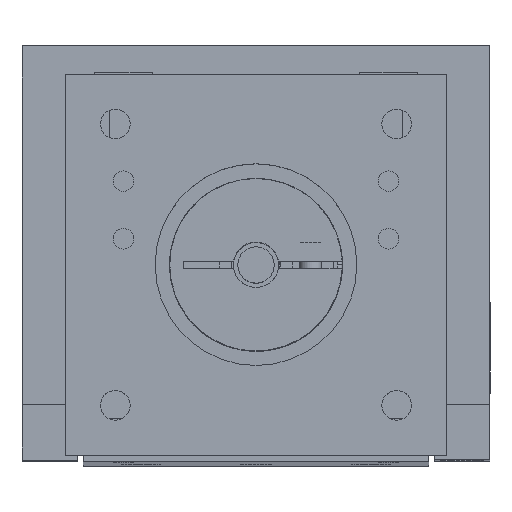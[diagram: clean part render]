
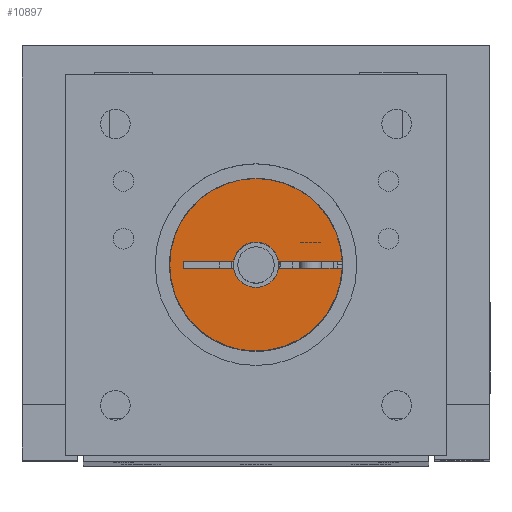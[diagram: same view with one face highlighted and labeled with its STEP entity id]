
A CAD part, top view. The second image highlights one B-rep face of the part: STEP entity #10897.
In plain terms, the highlighted planar face has unit normal (0, 0, 1).
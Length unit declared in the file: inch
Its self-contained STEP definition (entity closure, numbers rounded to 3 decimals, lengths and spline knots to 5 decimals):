
#900 = DIRECTION ( 'NONE',  ( 0., -1., 0. ) ) ;
#901 = VECTOR ( 'NONE', #4987, 39.37008 ) ;
#944 = VECTOR ( 'NONE', #15703, 39.37008 ) ;
#1656 = ORIENTED_EDGE ( 'NONE', *, *, #36195, .T. ) ;
#1791 = ORIENTED_EDGE ( 'NONE', *, *, #33941, .T. ) ;
#3106 = CIRCLE ( 'NONE', #3803, 0.37402 ) ;
#3803 = AXIS2_PLACEMENT_3D ( 'NONE', #17145, #38549, #20237 ) ;
#4600 = AXIS2_PLACEMENT_3D ( 'NONE', #29946, #11597, #33020 ) ;
#4987 = DIRECTION ( 'NONE',  ( -1., 0., 0. ) ) ;
#5832 = CARTESIAN_POINT ( 'NONE',  ( -0.73635, 0.47798, 5.62966 ) ) ;
#6473 = AXIS2_PLACEMENT_3D ( 'NONE', #14025, #35450, #17106 ) ;
#6913 = VERTEX_POINT ( 'NONE', #22540 ) ;
#7372 = DIRECTION ( 'NONE',  ( 0., 0., -1. ) ) ;
#7806 = ORIENTED_EDGE ( 'NONE', *, *, #20993, .T. ) ;
#8171 = VERTEX_POINT ( 'NONE', #21386 ) ;
#8675 = VECTOR ( 'NONE', #38090, 39.37008 ) ;
#8729 = EDGE_CURVE ( 'NONE', #20735, #6913, #11528, .T. ) ;
#8738 = FACE_OUTER_BOUND ( 'NONE', #13433, .T. ) ;
#8746 = VECTOR ( 'NONE', #15816, 39.37008 ) ;
#9134 = ORIENTED_EDGE ( 'NONE', *, *, #31339, .T. ) ;
#9551 = ORIENTED_EDGE ( 'NONE', *, *, #8729, .T. ) ;
#10226 = CARTESIAN_POINT ( 'NONE',  ( -0.73635, 0.5764, 5.62966 ) ) ;
#10504 = CARTESIAN_POINT ( 'NONE',  ( -1.05131, 0.5764, 5.62966 ) ) ;
#10897 = ADVANCED_FACE ( 'NONE', ( #8738 ), #16246, .T. ) ;
#10900 = EDGE_CURVE ( 'NONE', #19642, #20735, #24078, .T. ) ;
#11528 = LINE ( 'NONE', #22286, #25900 ) ;
#11597 = DIRECTION ( 'NONE',  ( 0., 0., 1. ) ) ;
#11964 = VERTEX_POINT ( 'NONE', #18022 ) ;
#12025 = CARTESIAN_POINT ( 'NONE',  ( -0.36266, 0.59215, 5.62966 ) ) ;
#12625 = CIRCLE ( 'NONE', #6473, 0.37402 ) ;
#13298 = AXIS2_PLACEMENT_3D ( 'NONE', #10226, #31660, #13309 ) ;
#13309 = DIRECTION ( 'NONE',  ( 0., -1., 0. ) ) ;
#13433 = EDGE_LOOP ( 'NONE', ( #7806, #1656, #15594, #23662, #9134, #32257, #1791, #39738, #18441, #9551, #26982 ) ) ;
#14025 = CARTESIAN_POINT ( 'NONE',  ( -0.73635, 0.5764, 5.62966 ) ) ;
#14841 = EDGE_CURVE ( 'NONE', #24396, #19642, #31992, .T. ) ;
#15218 = CARTESIAN_POINT ( 'NONE',  ( -0.73635, 0.5764, 5.62966 ) ) ;
#15594 = ORIENTED_EDGE ( 'NONE', *, *, #35710, .T. ) ;
#15703 = DIRECTION ( 'NONE',  ( 1., 0., 0. ) ) ;
#15816 = DIRECTION ( 'NONE',  ( 1., 0., 0. ) ) ;
#16246 = PLANE ( 'NONE',  #19467 ) ;
#16913 = CARTESIAN_POINT ( 'NONE',  ( -0.63919, 0.56065, 5.62966 ) ) ;
#17106 = DIRECTION ( 'NONE',  ( -1., 0., 0. ) ) ;
#17145 = CARTESIAN_POINT ( 'NONE',  ( -0.73635, 0.5764, 5.62966 ) ) ;
#18017 = CARTESIAN_POINT ( 'NONE',  ( -0.83351, 0.59215, 5.62966 ) ) ;
#18022 = CARTESIAN_POINT ( 'NONE',  ( -1.05131, 0.59215, 5.62966 ) ) ;
#18320 = DIRECTION ( 'NONE',  ( 0., -1., 0. ) ) ;
#18441 = ORIENTED_EDGE ( 'NONE', *, *, #10900, .T. ) ;
#18789 = CARTESIAN_POINT ( 'NONE',  ( 0.05105, 0.59215, 5.62966 ) ) ;
#19356 = DIRECTION ( 'NONE',  ( 0., 0., 1. ) ) ;
#19467 = AXIS2_PLACEMENT_3D ( 'NONE', #34588, #19356, #900 ) ;
#19642 = VERTEX_POINT ( 'NONE', #5832 ) ;
#20189 = VERTEX_POINT ( 'NONE', #12025 ) ;
#20237 = DIRECTION ( 'NONE',  ( -1., 0., 0. ) ) ;
#20651 = CARTESIAN_POINT ( 'NONE',  ( -0.73635, 0.95042, 5.62966 ) ) ;
#20691 = EDGE_CURVE ( 'NONE', #8171, #20740, #24971, .T. ) ;
#20735 = VERTEX_POINT ( 'NONE', #26877 ) ;
#20740 = VERTEX_POINT ( 'NONE', #39125 ) ;
#20993 = EDGE_CURVE ( 'NONE', #11964, #34969, #31711, .T. ) ;
#21386 = CARTESIAN_POINT ( 'NONE',  ( -0.73635, 0.20239, 5.62966 ) ) ;
#22286 = CARTESIAN_POINT ( 'NONE',  ( 0.05105, 0.56065, 5.62966 ) ) ;
#22540 = CARTESIAN_POINT ( 'NONE',  ( -1.05131, 0.56065, 5.62966 ) ) ;
#23662 = ORIENTED_EDGE ( 'NONE', *, *, #32825, .T. ) ;
#24078 = CIRCLE ( 'NONE', #13298, 0.09843 ) ;
#24396 = VERTEX_POINT ( 'NONE', #16913 ) ;
#24971 = CIRCLE ( 'NONE', #4600, 0.37402 ) ;
#25784 = CARTESIAN_POINT ( 'NONE',  ( -0.73635, 0.5764, 5.62966 ) ) ;
#25900 = VECTOR ( 'NONE', #37552, 39.37008 ) ;
#26469 = CARTESIAN_POINT ( 'NONE',  ( 0.05105, 0.56065, 5.62966 ) ) ;
#26877 = CARTESIAN_POINT ( 'NONE',  ( -0.83351, 0.56065, 5.62966 ) ) ;
#26982 = ORIENTED_EDGE ( 'NONE', *, *, #39062, .T. ) ;
#27875 = CIRCLE ( 'NONE', #32765, 0.09843 ) ;
#28591 = CARTESIAN_POINT ( 'NONE',  ( -0.63919, 0.59215, 5.62966 ) ) ;
#28596 = VERTEX_POINT ( 'NONE', #28591 ) ;
#28870 = DIRECTION ( 'NONE',  ( 0., -1., 0. ) ) ;
#29946 = CARTESIAN_POINT ( 'NONE',  ( -0.73635, 0.5764, 5.62966 ) ) ;
#31339 = EDGE_CURVE ( 'NONE', #39611, #8171, #3106, .T. ) ;
#31660 = DIRECTION ( 'NONE',  ( 0., 0., -1. ) ) ;
#31711 = LINE ( 'NONE', #18789, #944 ) ;
#31876 = AXIS2_PLACEMENT_3D ( 'NONE', #25784, #7372, #28870 ) ;
#31992 = CIRCLE ( 'NONE', #31876, 0.09843 ) ;
#32174 = LINE ( 'NONE', #10504, #8675 ) ;
#32239 = LINE ( 'NONE', #34152, #8746 ) ;
#32257 = ORIENTED_EDGE ( 'NONE', *, *, #20691, .T. ) ;
#32616 = LINE ( 'NONE', #26469, #901 ) ;
#32765 = AXIS2_PLACEMENT_3D ( 'NONE', #15218, #36670, #18320 ) ;
#32825 = EDGE_CURVE ( 'NONE', #20189, #39611, #12625, .T. ) ;
#33020 = DIRECTION ( 'NONE',  ( -1., 0., 0. ) ) ;
#33941 = EDGE_CURVE ( 'NONE', #20740, #24396, #32616, .T. ) ;
#34152 = CARTESIAN_POINT ( 'NONE',  ( 0.05105, 0.59215, 5.62966 ) ) ;
#34588 = CARTESIAN_POINT ( 'NONE',  ( -0.73635, 0.5764, 5.62966 ) ) ;
#34969 = VERTEX_POINT ( 'NONE', #18017 ) ;
#35450 = DIRECTION ( 'NONE',  ( 0., 0., 1. ) ) ;
#35710 = EDGE_CURVE ( 'NONE', #28596, #20189, #32239, .T. ) ;
#36195 = EDGE_CURVE ( 'NONE', #34969, #28596, #27875, .T. ) ;
#36670 = DIRECTION ( 'NONE',  ( 0., 0., -1. ) ) ;
#37552 = DIRECTION ( 'NONE',  ( -1., 0., 0. ) ) ;
#38090 = DIRECTION ( 'NONE',  ( 0., 1., 0. ) ) ;
#38549 = DIRECTION ( 'NONE',  ( 0., 0., 1. ) ) ;
#39062 = EDGE_CURVE ( 'NONE', #6913, #11964, #32174, .T. ) ;
#39125 = CARTESIAN_POINT ( 'NONE',  ( -0.36266, 0.56065, 5.62966 ) ) ;
#39611 = VERTEX_POINT ( 'NONE', #20651 ) ;
#39738 = ORIENTED_EDGE ( 'NONE', *, *, #14841, .T. ) ;
